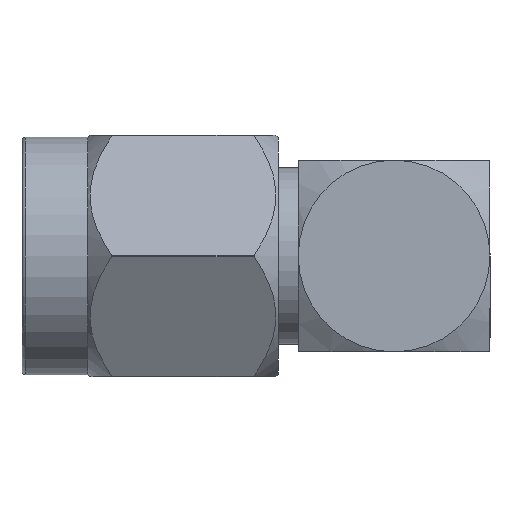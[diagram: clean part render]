
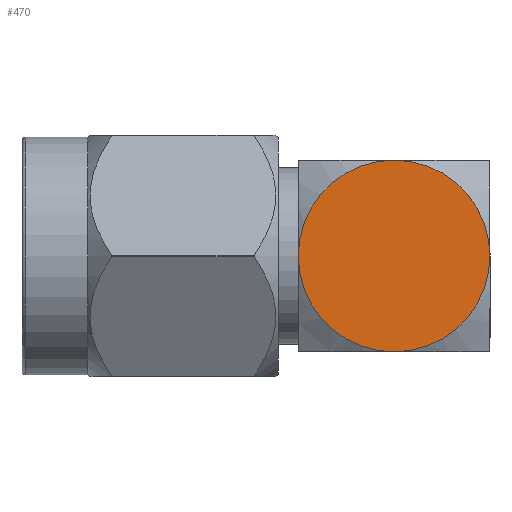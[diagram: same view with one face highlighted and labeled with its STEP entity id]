
A CAD part, left-side view. The second image highlights one B-rep face of the part: STEP entity #470.
In plain terms, the highlighted planar face has unit normal (-1, 0, 0).
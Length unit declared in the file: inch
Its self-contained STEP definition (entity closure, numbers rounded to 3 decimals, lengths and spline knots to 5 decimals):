
#61 = PLANE ( 'NONE',  #3806 ) ;
#323 = AXIS2_PLACEMENT_3D ( 'NONE', #6502, #2253, #10129 ) ;
#470 = ADVANCED_FACE ( 'NONE', ( #1119 ), #61, .T. ) ;
#1119 = FACE_OUTER_BOUND ( 'NONE', #1539, .T. ) ;
#1289 = DIRECTION ( 'NONE',  ( -1., 0., 0. ) ) ;
#1539 = EDGE_LOOP ( 'NONE', ( #7103, #7508 ) ) ;
#2086 = EDGE_CURVE ( 'NONE', #7072, #4883, #8443, .T. ) ;
#2253 = DIRECTION ( 'NONE',  ( -1., 0., 0. ) ) ;
#3033 = EDGE_CURVE ( 'NONE', #4883, #7072, #3817, .T. ) ;
#3438 = DIRECTION ( 'NONE',  ( -1., 0., 0. ) ) ;
#3806 = AXIS2_PLACEMENT_3D ( 'NONE', #5932, #3438, #4282 ) ;
#3817 = CIRCLE ( 'NONE', #4569, 0.125 ) ;
#3838 = DIRECTION ( 'NONE',  ( 0., 0., 1. ) ) ;
#4282 = DIRECTION ( 'NONE',  ( 0., 0., 1. ) ) ;
#4569 = AXIS2_PLACEMENT_3D ( 'NONE', #8926, #1289, #3838 ) ;
#4587 = CARTESIAN_POINT ( 'NONE',  ( -0.125, -0.48523, -0.125 ) ) ;
#4743 = CARTESIAN_POINT ( 'NONE',  ( -0.125, -0.48523, 0.125 ) ) ;
#4883 = VERTEX_POINT ( 'NONE', #4743 ) ;
#5932 = CARTESIAN_POINT ( 'NONE',  ( -0.125, -0.36023, -0.125 ) ) ;
#6502 = CARTESIAN_POINT ( 'NONE',  ( -0.125, -0.48523, 0. ) ) ;
#7072 = VERTEX_POINT ( 'NONE', #4587 ) ;
#7103 = ORIENTED_EDGE ( 'NONE', *, *, #2086, .T. ) ;
#7508 = ORIENTED_EDGE ( 'NONE', *, *, #3033, .T. ) ;
#8443 = CIRCLE ( 'NONE', #323, 0.125 ) ;
#8926 = CARTESIAN_POINT ( 'NONE',  ( -0.125, -0.48523, 0. ) ) ;
#10129 = DIRECTION ( 'NONE',  ( 0., 0., 1. ) ) ;
